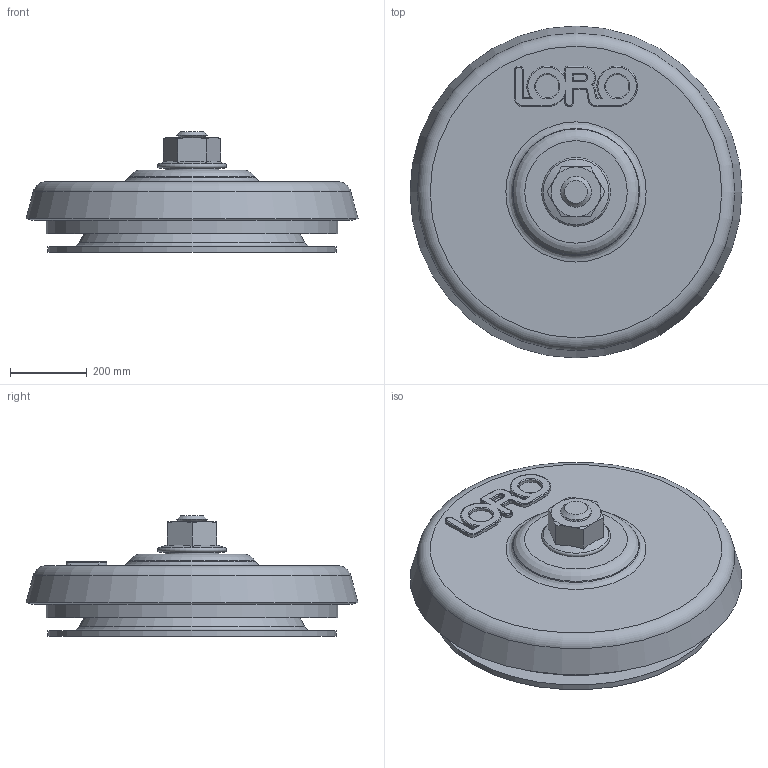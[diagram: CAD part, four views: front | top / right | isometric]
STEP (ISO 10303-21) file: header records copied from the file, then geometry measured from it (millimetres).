
FILE_DESCRIPTION(/* description */ (''),/* implementation_level */ '2;1');
FILE_NAME(/* name */ '00805.070X_3D.stp',/* time_stamp */ '2024-12-11T13:00:48+01:00',/* author */ ('CAD'),/* organization */ (''),/* preprocessor_version */ 'ST-DEVELOPER v20',/* originating_system */ 'AutoCAD Mechanical',/* authorisation */ '');
FILE_SCHEMA (('AUTOMOTIVE_DESIGN { 1 0 10303 214 3 1 1 }'));
Length unit declared in the file: centimetre
Products named in the file (1): Product
Bounding box: 864.53 x 864.53 x 315 mm (x, y, z)
Volume: 45958543 mm3; surface area: 3750684.3 mm2
Topology: 6 solids, 6 shells, 154 faces, 342 edges, 207 vertices
Faces by surface type: cone 43, plane 41, cylinder 39, torus 31
Full cylindrical faces by diameter (mm): 60.664 x2, 66.47 x1, 80 x1, 90 x1, 140 x1, 560 x1, 750 x1, 760 x1
Entity records: 4448 total; most frequent: CARTESIAN_POINT 882, DIRECTION 812, ORIENTED_EDGE 684, EDGE_CURVE 342, AXIS2_PLACEMENT_3D 341, VERTEX_POINT 207, CIRCLE 183, EDGE_LOOP 175
